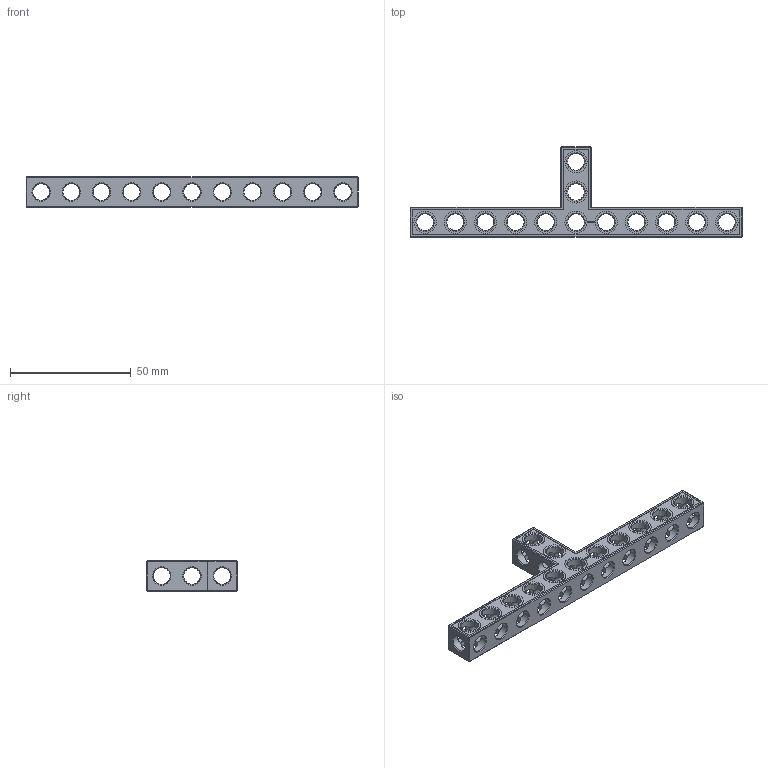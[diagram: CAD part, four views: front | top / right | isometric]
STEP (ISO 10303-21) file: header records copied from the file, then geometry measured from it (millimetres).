
FILE_DESCRIPTION(('FreeCAD Model'),'2;1');
FILE_NAME('Open CASCADE Shape Model','2022-01-27T23:50:03',( 'Paulo Kiefe'),('STEMFIE.org'),'Open CASCADE STEP processor 7.4', 'FreeCAD','Unknown');
FILE_SCHEMA(('AUTOMOTIVE_DESIGN { 1 0 10303 214 1 1 1 1 }'));
Products named in the file (1): Beam_TSH_SYM_ESS_BU11x03x01_-_SPN-BEM-1077_(stemfie.org)
Bounding box: 137.5 x 37.5 x 12.5 mm (x, y, z)
Volume: 12703.3 mm3; surface area: 11481 mm2
Topology: 1 solids, 1 shells, 627 faces, 1823 edges, 1191 vertices
Faces by surface type: plane 392, extrusion 102, cylinder 79, cone 54
Full cylindrical faces by diameter (mm): 6.98 x12, 7 x54, 9.2 x13
Entity records: 71321 total; most frequent: CARTESIAN_POINT 36720, DIRECTION 5669, VECTOR 4082, LINE 3980, ORIENTED_EDGE 3646, PCURVE 3646, DEFINITIONAL_REPRESENTATION 3646, EDGE_CURVE 1823
